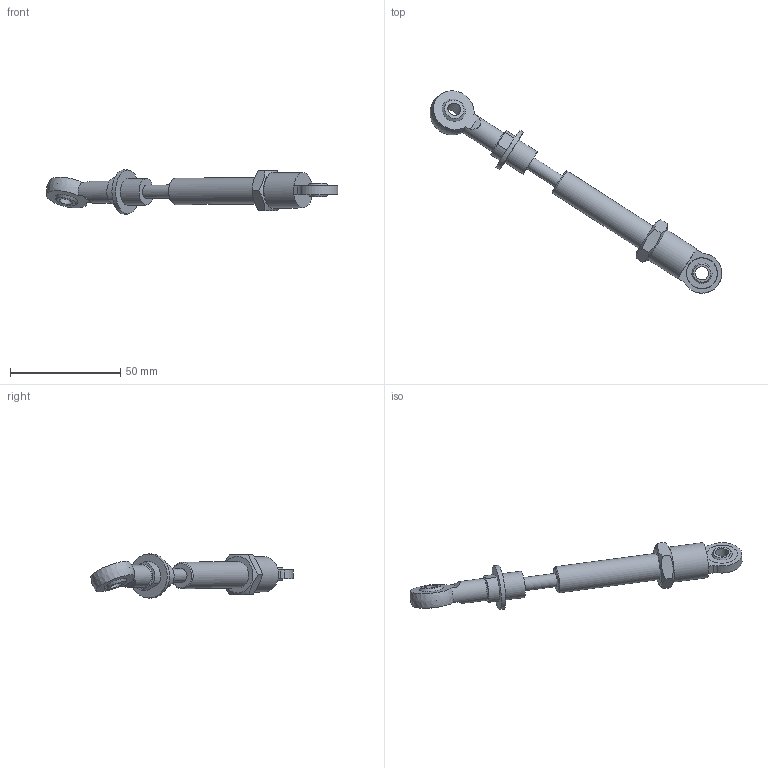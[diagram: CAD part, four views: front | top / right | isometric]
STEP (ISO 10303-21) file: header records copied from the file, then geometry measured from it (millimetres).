
FILE_DESCRIPTION((''),'2;1');
FILE_NAME('damper assembly.stp','2012-10-01T20:45:59',('s070255'),(''),'Autodesk Inventor 2012','Autodesk Inventor 2012','');
FILE_SCHEMA(('AUTOMOTIVE_DESIGN { 1 0 10303 214 1 1 1 1 }'));
Length unit declared in the file: millimetre
Products named in the file (12): damper assembly; damper gelenklager; damper shaft; damper bushing; damper endstop; damper rubber; damper rubber 2; damper enddamper; damper ball joint; Ball handling damper piston; Damper strip; DIN EN 24035 M12
Assembly tree (11 placements, depth 2):
  damper assembly
    damper gelenklager
    damper shaft
    damper bushing
    damper endstop
    damper rubber
    damper rubber 2
    damper enddamper
    damper ball joint
    Ball handling damper piston
    Damper strip
    DIN EN 24035 M12
Bounding box: 132.12 x 91.62 x 20.02 mm (x, y, z)
Volume: 15722.5 mm3; surface area: 13590.1 mm2
Topology: 11 solids, 11 shells, 97 faces, 179 edges, 114 vertices
Faces by surface type: plane 49, cylinder 28, cone 13, sphere 5, torus 2
Full cylindrical faces by diameter (mm): 4.134 x1, 4.917 x1, 5 x2, 6 x6, 7 x1, 8 x3, 10 x1, 10.106 x1, 11 x1, 12 x2, 14 x2, 16 x1, 20 x1
Entity records: 2544 total; most frequent: DIRECTION 446, CARTESIAN_POINT 382, ORIENTED_EDGE 264, AXIS2_PLACEMENT_3D 206, EDGE_LOOP 162, EDGE_CURVE 132, VERTEX_POINT 106, FACE_OUTER_BOUND 97
